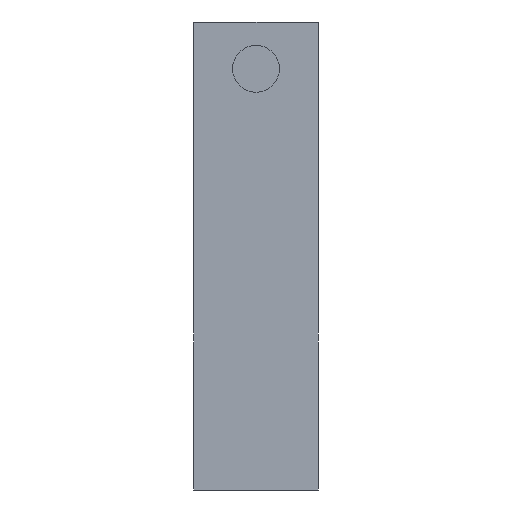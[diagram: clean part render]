
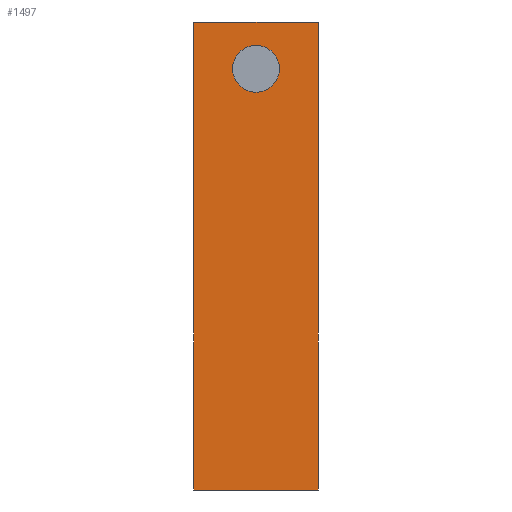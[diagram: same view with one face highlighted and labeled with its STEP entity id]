
A CAD part, left-side view. The second image highlights one B-rep face of the part: STEP entity #1497.
In plain terms, the highlighted planar face has unit normal (-1, 0, 0).
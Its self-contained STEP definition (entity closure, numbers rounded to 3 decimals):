
#47 = VECTOR ( 'NONE', #1563, 1000. ) ;
#52 = LINE ( 'NONE', #1556, #218 ) ;
#86 = EDGE_CURVE ( 'NONE', #1462, #771, #96, .T. ) ;
#96 = CIRCLE ( 'NONE', #303, 1.5 ) ;
#218 = VECTOR ( 'NONE', #808, 1000. ) ;
#223 = CIRCLE ( 'NONE', #1067, 1.5 ) ;
#232 = EDGE_LOOP ( 'NONE', ( #1346, #1451, #435, #1507 ) ) ;
#303 = AXIS2_PLACEMENT_3D ( 'NONE', #793, #919, #1532 ) ;
#347 = DIRECTION ( 'NONE',  ( 0., 0., 1. ) ) ;
#401 = LINE ( 'NONE', #909, #1486 ) ;
#435 = ORIENTED_EDGE ( 'NONE', *, *, #569, .F. ) ;
#436 = EDGE_CURVE ( 'NONE', #771, #1462, #223, .T. ) ;
#501 = FACE_BOUND ( 'NONE', #1104, .T. ) ;
#569 = EDGE_CURVE ( 'NONE', #1585, #760, #1096, .T. ) ;
#574 = VECTOR ( 'NONE', #347, 1000. ) ;
#597 = DIRECTION ( 'NONE',  ( 0., 0., 1. ) ) ;
#630 = PLANE ( 'NONE',  #827 ) ;
#636 = CARTESIAN_POINT ( 'NONE',  ( -40., 8., -15. ) ) ;
#644 = DIRECTION ( 'NONE',  ( 0., -1., 0. ) ) ;
#651 = CARTESIAN_POINT ( 'NONE',  ( -40., 0., 15. ) ) ;
#719 = CARTESIAN_POINT ( 'NONE',  ( -40., 4., 12. ) ) ;
#744 = CARTESIAN_POINT ( 'NONE',  ( -40., 4., 13.5 ) ) ;
#760 = VERTEX_POINT ( 'NONE', #1367 ) ;
#762 = ORIENTED_EDGE ( 'NONE', *, *, #436, .F. ) ;
#771 = VERTEX_POINT ( 'NONE', #1142 ) ;
#793 = CARTESIAN_POINT ( 'NONE',  ( -40., 4., 12. ) ) ;
#798 = LINE ( 'NONE', #1053, #47 ) ;
#808 = DIRECTION ( 'NONE',  ( 0., -1., 0. ) ) ;
#827 = AXIS2_PLACEMENT_3D ( 'NONE', #1262, #981, #1364 ) ;
#832 = CARTESIAN_POINT ( 'NONE',  ( -40., 8., 15. ) ) ;
#892 = VERTEX_POINT ( 'NONE', #1072 ) ;
#909 = CARTESIAN_POINT ( 'NONE',  ( -40., 8., 15. ) ) ;
#919 = DIRECTION ( 'NONE',  ( -1., 0., 0. ) ) ;
#981 = DIRECTION ( 'NONE',  ( 1., 0., 0. ) ) ;
#1009 = ORIENTED_EDGE ( 'NONE', *, *, #86, .F. ) ;
#1053 = CARTESIAN_POINT ( 'NONE',  ( -40., 0., 15. ) ) ;
#1067 = AXIS2_PLACEMENT_3D ( 'NONE', #719, #1217, #597 ) ;
#1072 = CARTESIAN_POINT ( 'NONE',  ( -40., 0., -15. ) ) ;
#1096 = LINE ( 'NONE', #832, #574 ) ;
#1104 = EDGE_LOOP ( 'NONE', ( #1009, #762 ) ) ;
#1121 = EDGE_CURVE ( 'NONE', #892, #1168, #798, .T. ) ;
#1142 = CARTESIAN_POINT ( 'NONE',  ( -40., 4., 10.5 ) ) ;
#1168 = VERTEX_POINT ( 'NONE', #651 ) ;
#1217 = DIRECTION ( 'NONE',  ( -1., 0., 0. ) ) ;
#1247 = EDGE_CURVE ( 'NONE', #1585, #892, #52, .T. ) ;
#1253 = FACE_OUTER_BOUND ( 'NONE', #232, .T. ) ;
#1262 = CARTESIAN_POINT ( 'NONE',  ( -40., 8., 15. ) ) ;
#1346 = ORIENTED_EDGE ( 'NONE', *, *, #1121, .T. ) ;
#1364 = DIRECTION ( 'NONE',  ( 0., 0., -1. ) ) ;
#1367 = CARTESIAN_POINT ( 'NONE',  ( -40., 8., 15. ) ) ;
#1451 = ORIENTED_EDGE ( 'NONE', *, *, #1548, .F. ) ;
#1462 = VERTEX_POINT ( 'NONE', #744 ) ;
#1486 = VECTOR ( 'NONE', #644, 1000. ) ;
#1497 = ADVANCED_FACE ( 'NONE', ( #501, #1253 ), #630, .F. ) ;
#1507 = ORIENTED_EDGE ( 'NONE', *, *, #1247, .T. ) ;
#1532 = DIRECTION ( 'NONE',  ( 0., 0., 1. ) ) ;
#1548 = EDGE_CURVE ( 'NONE', #760, #1168, #401, .T. ) ;
#1556 = CARTESIAN_POINT ( 'NONE',  ( -40., 8., -15. ) ) ;
#1563 = DIRECTION ( 'NONE',  ( 0., 0., 1. ) ) ;
#1585 = VERTEX_POINT ( 'NONE', #636 ) ;
